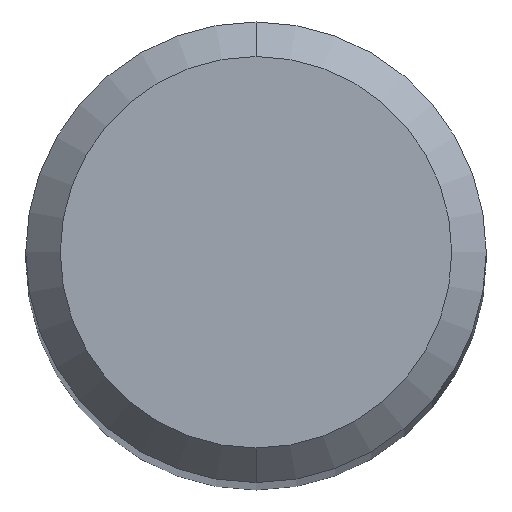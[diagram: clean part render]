
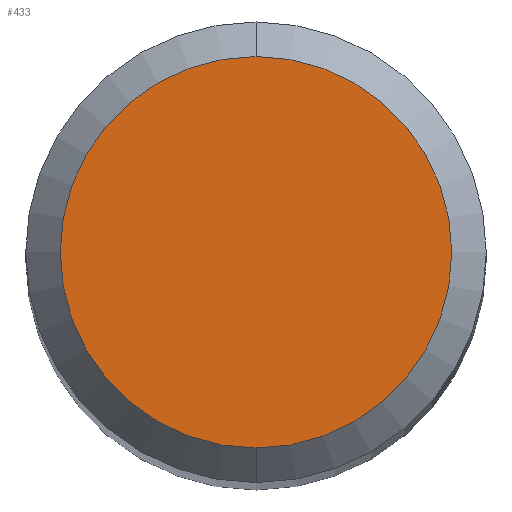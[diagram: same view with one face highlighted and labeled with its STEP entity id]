
A CAD part, top view. The second image highlights one B-rep face of the part: STEP entity #433.
In plain terms, the highlighted planar face has unit normal (0, 0, 1).
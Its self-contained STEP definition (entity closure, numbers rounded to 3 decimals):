
#215=EDGE_CURVE('',#223,#303,#537,.T.);
#223=VERTEX_POINT('',#547);
#261=EDGE_CURVE('',#303,#223,#585,.T.);
#303=VERTEX_POINT('',#631);
#433=ADVANCED_FACE('',(#777),#778,.T.);
#537=CIRCLE('',#895,1.7);
#547=CARTESIAN_POINT('',(0.,-1.7,0.0));
#585=CIRCLE('',#1034,1.7);
#631=CARTESIAN_POINT('',(0.0,1.7,0.0));
#777=FACE_OUTER_BOUND('',#1411,.T.);
#778=PLANE('',#1412);
#895=AXIS2_PLACEMENT_3D('',#1537,#1538,#1539);
#1034=AXIS2_PLACEMENT_3D('',#1570,#1571,#1572);
#1411=EDGE_LOOP('',(#1796,#1797));
#1412=AXIS2_PLACEMENT_3D('',#1798,#1799,#1800);
#1537=CARTESIAN_POINT('',(0.0,0.0,0.0));
#1538=DIRECTION('',(0.0,0.0,-1.0));
#1539=DIRECTION('',(0.0,1.0,0.0));
#1570=CARTESIAN_POINT('',(0.0,0.0,0.0));
#1571=DIRECTION('',(0.0,0.0,-1.0));
#1572=DIRECTION('',(0.0,1.0,0.0));
#1796=ORIENTED_EDGE('',*,*,#261,.F.);
#1797=ORIENTED_EDGE('',*,*,#215,.F.);
#1798=CARTESIAN_POINT('',(0.0,0.85,0.0));
#1799=DIRECTION('',(-0.0,0.0,1.0));
#1800=DIRECTION('',(0.0,-1.0,0.0));
